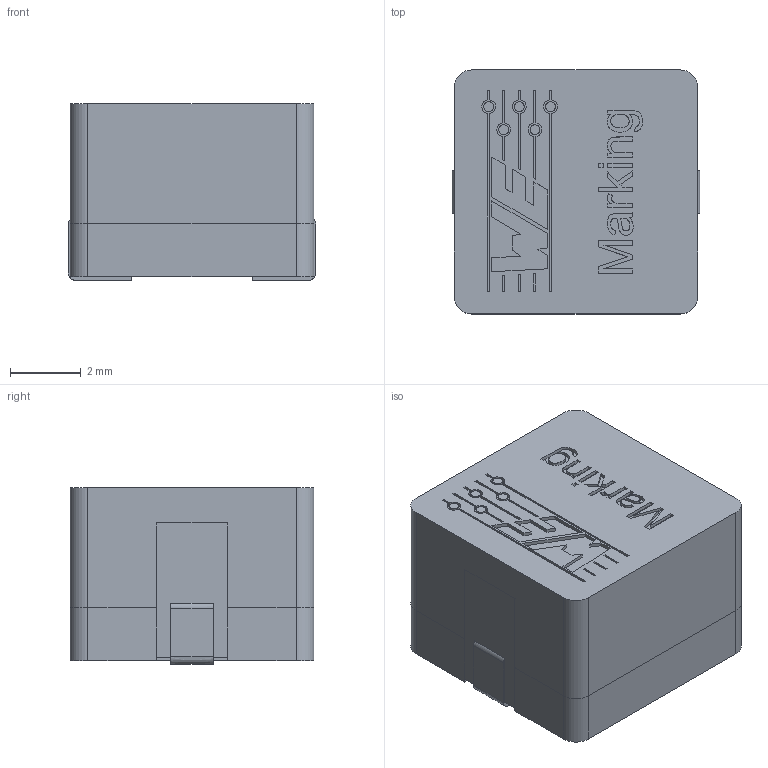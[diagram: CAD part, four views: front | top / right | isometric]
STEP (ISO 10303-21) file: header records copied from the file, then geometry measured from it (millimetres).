
FILE_DESCRIPTION(('FreeCAD Model'),'2;1');
FILE_NAME('Inductor_WE-HCI-7050.stp', '2016-03-24T13:51:15',('Author'),(''), 'Open CASCADE STEP processor 6.8','FreeCAD','Unknown');
FILE_SCHEMA(('AUTOMOTIVE_DESIGN_CC2 { 1 2 10303 214 -1 1 5 4 }'));
Length unit declared in the file: millimetre
Products named in the file (1): Fusion
Bounding box: 7 x 6.9 x 5 mm (x, y, z)
Volume: 212.8 mm3; surface area: 696.6 mm2
Topology: 1 solids, 2 shells, 263 faces, 686 edges, 450 vertices
Faces by surface type: plane 189, extrusion 31, bspline 24, cylinder 19
Full cylindrical faces by diameter (mm): 2.5 x1
Entity records: 31963 total; most frequent: CARTESIAN_POINT 18087, DIRECTION 1568, ORIENTED_EDGE 1372, PCURVE 1372, DEFINITIONAL_REPRESENTATION 1372, VECTOR 1079, LINE 1048, B_SPLINE_CURVE_WITH_KNOTS 985
